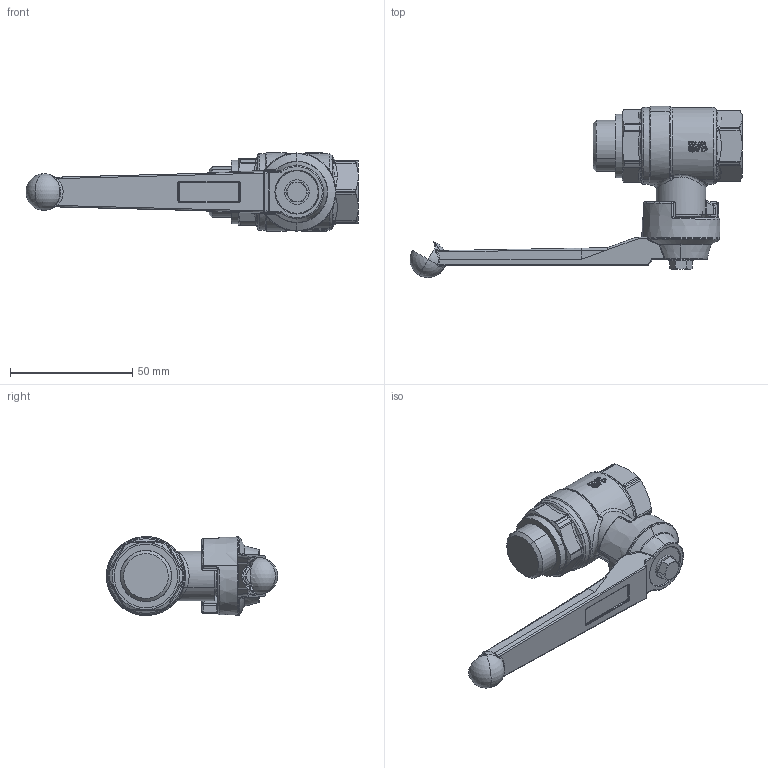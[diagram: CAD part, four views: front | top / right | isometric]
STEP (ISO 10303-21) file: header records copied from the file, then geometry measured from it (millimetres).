
FILE_DESCRIPTION(('CATIA V5 STEP Exchange'),'2;1');
FILE_NAME('STEP_250400_-_TST.stp','2019-02-15T14:51:40+00:00',('none'),('none'),'CATIA Version 5-6 Release 2016 SP4','CATIA V5 STEP AP203','none');
FILE_SCHEMA(('CONFIG_CONTROL_DESIGN'));
Products named in the file (1): 250400 - TST
Bounding box: 135.94 x 70.07 x 32.32 mm (x, y, z)
Volume: 61904.8 mm3; surface area: 17890.3 mm2
Topology: 2 solids, 2 shells, 910 faces, 2239 edges, 1284 vertices
Faces by surface type: bspline 357, cylinder 212, plane 120, torus 93, cone 72, sphere 54, revolution 2
Entity records: 47334 total; most frequent: CARTESIAN_POINT 30560, ORIENTED_EDGE 4348, EDGE_CURVE 2174, DIRECTION 1860, VERTEX_POINT 1284, B_SPLINE_CURVE_WITH_KNOTS 1153, AXIS2_PLACEMENT_3D 988, EDGE_LOOP 926
